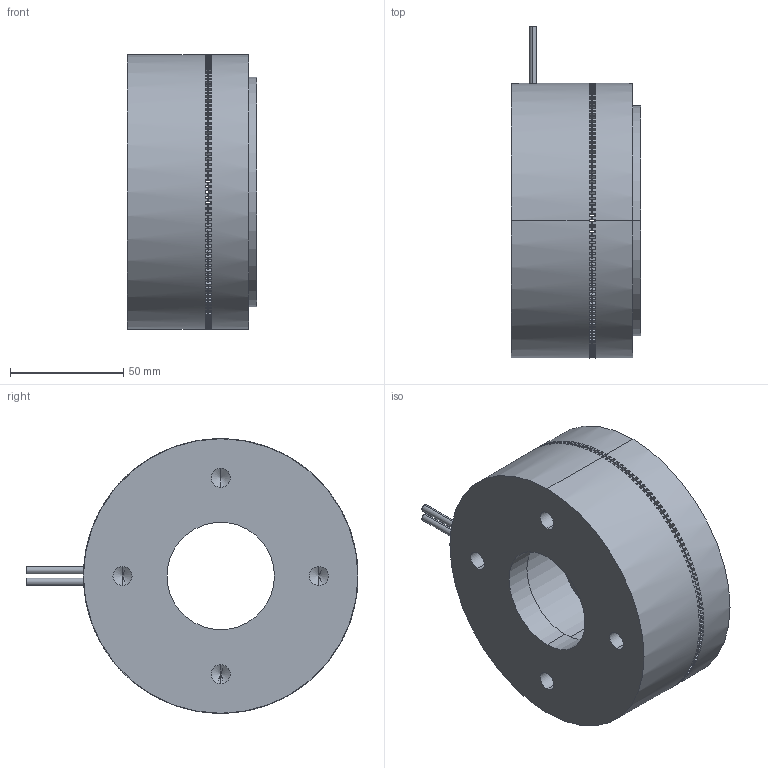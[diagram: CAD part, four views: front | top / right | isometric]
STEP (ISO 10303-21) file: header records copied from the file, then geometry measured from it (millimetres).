
FILE_DESCRIPTION (( 'STEP AP203' ), '1' );
FILE_NAME ('525_METB_WebAssy.STEP', '2017-02-21T19:00:10', ( 'Delete' ), ( 'Hewlett-Packard Company' ), 'SwSTEP 2.0', 'SolidWorks 2017', '' );
FILE_SCHEMA (( 'CONFIG_CONTROL_DESIGN' ));
Length unit declared in the file: inch
Products named in the file (1): 525_METB_WebAssy
Bounding box: 57.21 x 146.81 x 121.41 mm (x, y, z)
Volume: 473732.8 mm3; surface area: 98289.7 mm2
Topology: 14 solids, 14 shells, 2215 faces, 6380 edges, 4194 vertices
Faces by surface type: plane 1011, cylinder 838, cone 350, bspline 6, sphere 6, torus 4
Entity records: 77777 total; most frequent: CARTESIAN_POINT 17262, DIRECTION 13424, ORIENTED_EDGE 12732, EDGE_CURVE 6366, AXIS2_PLACEMENT_3D 5032, VERTEX_POINT 4194, LINE 3360, VECTOR 3360
